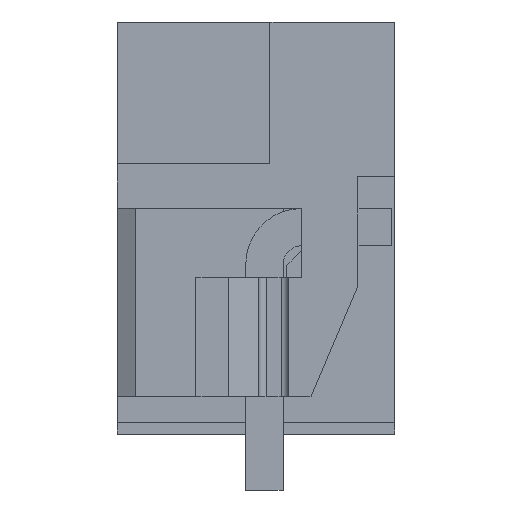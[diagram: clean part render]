
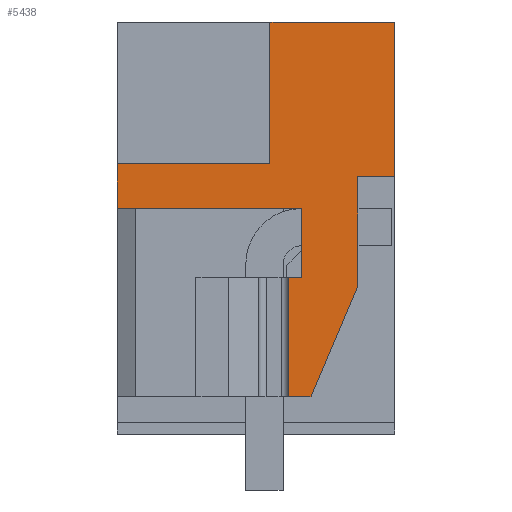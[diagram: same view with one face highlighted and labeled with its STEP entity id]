
A CAD part, left-side view. The second image highlights one B-rep face of the part: STEP entity #5438.
In plain terms, the highlighted planar face has unit normal (-1, 0, 0).
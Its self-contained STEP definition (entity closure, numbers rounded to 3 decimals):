
#5355=AXIS2_PLACEMENT_3D('Plane Axis2P3D',#5352,#5353,#5354) ;
#296=CARTESIAN_POINT('Vertex',(0.,7.45,7.55)) ;
#299=CARTESIAN_POINT('Line Origine',(0.,7.45,8.15)) ;
#303=CARTESIAN_POINT('Vertex',(0.,7.45,8.75)) ;
#5188=CARTESIAN_POINT('Vertex',(0.,2.25,2.5)) ;
#5191=CARTESIAN_POINT('Line Origine',(0.,2.55,2.5)) ;
#5195=CARTESIAN_POINT('Vertex',(0.,2.85,2.5)) ;
#5330=CARTESIAN_POINT('Vertex',(0.,2.5,7.55)) ;
#5333=CARTESIAN_POINT('Line Origine',(0.,4.975,7.55)) ;
#5352=CARTESIAN_POINT('Axis2P3D Location',(0.,1.575,12.55)) ;
#5357=CARTESIAN_POINT('Line Origine',(0.,2.5,6.625)) ;
#5361=CARTESIAN_POINT('Vertex',(0.,2.5,5.7)) ;
#5364=CARTESIAN_POINT('Line Origine',(0.,2.675,5.7)) ;
#5368=CARTESIAN_POINT('Vertex',(0.,2.85,5.7)) ;
#5371=CARTESIAN_POINT('Line Origine',(0.,2.85,4.1)) ;
#5376=CARTESIAN_POINT('Line Origine',(0.,1.623,3.979)) ;
#5380=CARTESIAN_POINT('Vertex',(0.,0.997,5.458)) ;
#5383=CARTESIAN_POINT('Line Origine',(0.,0.997,6.929)) ;
#5387=CARTESIAN_POINT('Vertex',(0.,0.997,8.4)) ;
#5390=CARTESIAN_POINT('Line Origine',(0.,0.498,8.4)) ;
#5394=CARTESIAN_POINT('Vertex',(0.,0.,8.4)) ;
#5397=CARTESIAN_POINT('Line Origine',(0.,0.,10.475)) ;
#5401=CARTESIAN_POINT('Vertex',(0.,0.,12.55)) ;
#5404=CARTESIAN_POINT('Line Origine',(0.,1.675,12.55)) ;
#5408=CARTESIAN_POINT('Vertex',(0.,3.35,12.55)) ;
#5411=CARTESIAN_POINT('Line Origine',(0.,3.35,10.65)) ;
#5415=CARTESIAN_POINT('Vertex',(0.,3.35,8.75)) ;
#5418=CARTESIAN_POINT('Line Origine',(0.,5.4,8.75)) ;
#300=DIRECTION('Vector Direction',(0.,0.,-1.)) ;
#5192=DIRECTION('Vector Direction',(0.,-1.,0.)) ;
#5334=DIRECTION('Vector Direction',(0.,1.,0.)) ;
#5353=DIRECTION('Axis2P3D Direction',(-1.,0.,-0.)) ;
#5354=DIRECTION('Axis2P3D XDirection',(0.,1.,0.)) ;
#5358=DIRECTION('Vector Direction',(0.,0.,-1.)) ;
#5365=DIRECTION('Vector Direction',(0.,1.,0.)) ;
#5372=DIRECTION('Vector Direction',(0.,0.,-1.)) ;
#5377=DIRECTION('Vector Direction',(0.,0.39,-0.921)) ;
#5384=DIRECTION('Vector Direction',(0.,0.,1.)) ;
#5391=DIRECTION('Vector Direction',(0.,-1.,0.)) ;
#5398=DIRECTION('Vector Direction',(0.,0.,1.)) ;
#5405=DIRECTION('Vector Direction',(0.,1.,0.)) ;
#5412=DIRECTION('Vector Direction',(0.,0.,-1.)) ;
#5419=DIRECTION('Vector Direction',(0.,-1.,0.)) ;
#301=VECTOR('Line Direction',#300,1.) ;
#5193=VECTOR('Line Direction',#5192,1.) ;
#5335=VECTOR('Line Direction',#5334,1.) ;
#5359=VECTOR('Line Direction',#5358,1.) ;
#5366=VECTOR('Line Direction',#5365,1.) ;
#5373=VECTOR('Line Direction',#5372,1.) ;
#5378=VECTOR('Line Direction',#5377,1.) ;
#5385=VECTOR('Line Direction',#5384,1.) ;
#5392=VECTOR('Line Direction',#5391,1.) ;
#5399=VECTOR('Line Direction',#5398,1.) ;
#5406=VECTOR('Line Direction',#5405,1.) ;
#5413=VECTOR('Line Direction',#5412,1.) ;
#5420=VECTOR('Line Direction',#5419,1.) ;
#5424=ORIENTED_EDGE('',*,*,#305,.T.) ;
#5425=ORIENTED_EDGE('',*,*,#5337,.F.) ;
#5426=ORIENTED_EDGE('',*,*,#5363,.T.) ;
#5427=ORIENTED_EDGE('',*,*,#5370,.T.) ;
#5428=ORIENTED_EDGE('',*,*,#5375,.T.) ;
#5429=ORIENTED_EDGE('',*,*,#5197,.T.) ;
#5430=ORIENTED_EDGE('',*,*,#5382,.F.) ;
#5431=ORIENTED_EDGE('',*,*,#5389,.T.) ;
#5432=ORIENTED_EDGE('',*,*,#5396,.T.) ;
#5433=ORIENTED_EDGE('',*,*,#5403,.T.) ;
#5434=ORIENTED_EDGE('',*,*,#5410,.T.) ;
#5435=ORIENTED_EDGE('',*,*,#5417,.T.) ;
#5436=ORIENTED_EDGE('',*,*,#5422,.F.) ;
#5438=ADVANCED_FACE('HOUSING',(#5437),#5356,.T.) ;
#305=EDGE_CURVE('',#304,#297,#302,.T.) ;
#5197=EDGE_CURVE('',#5196,#5189,#5194,.T.) ;
#5337=EDGE_CURVE('',#5331,#297,#5336,.T.) ;
#5363=EDGE_CURVE('',#5331,#5362,#5360,.T.) ;
#5370=EDGE_CURVE('',#5362,#5369,#5367,.T.) ;
#5375=EDGE_CURVE('',#5369,#5196,#5374,.T.) ;
#5382=EDGE_CURVE('',#5381,#5189,#5379,.T.) ;
#5389=EDGE_CURVE('',#5381,#5388,#5386,.T.) ;
#5396=EDGE_CURVE('',#5388,#5395,#5393,.T.) ;
#5403=EDGE_CURVE('',#5395,#5402,#5400,.T.) ;
#5410=EDGE_CURVE('',#5402,#5409,#5407,.T.) ;
#5417=EDGE_CURVE('',#5409,#5416,#5414,.T.) ;
#5422=EDGE_CURVE('',#304,#5416,#5421,.T.) ;
#5423=EDGE_LOOP('',(#5424,#5425,#5426,#5427,#5428,#5429,#5430,#5431,#5432,#5433,#5434,#5435,#5436)) ;
#5437=FACE_OUTER_BOUND('',#5423,.T.) ;
#302=LINE('Line',#299,#301) ;
#5194=LINE('Line',#5191,#5193) ;
#5336=LINE('Line',#5333,#5335) ;
#5360=LINE('Line',#5357,#5359) ;
#5367=LINE('Line',#5364,#5366) ;
#5374=LINE('Line',#5371,#5373) ;
#5379=LINE('Line',#5376,#5378) ;
#5386=LINE('Line',#5383,#5385) ;
#5393=LINE('Line',#5390,#5392) ;
#5400=LINE('Line',#5397,#5399) ;
#5407=LINE('Line',#5404,#5406) ;
#5414=LINE('Line',#5411,#5413) ;
#5421=LINE('Line',#5418,#5420) ;
#5356=PLANE('',#5355) ;
#297=VERTEX_POINT('',#296) ;
#304=VERTEX_POINT('',#303) ;
#5189=VERTEX_POINT('',#5188) ;
#5196=VERTEX_POINT('',#5195) ;
#5331=VERTEX_POINT('',#5330) ;
#5362=VERTEX_POINT('',#5361) ;
#5369=VERTEX_POINT('',#5368) ;
#5381=VERTEX_POINT('',#5380) ;
#5388=VERTEX_POINT('',#5387) ;
#5395=VERTEX_POINT('',#5394) ;
#5402=VERTEX_POINT('',#5401) ;
#5409=VERTEX_POINT('',#5408) ;
#5416=VERTEX_POINT('',#5415) ;
